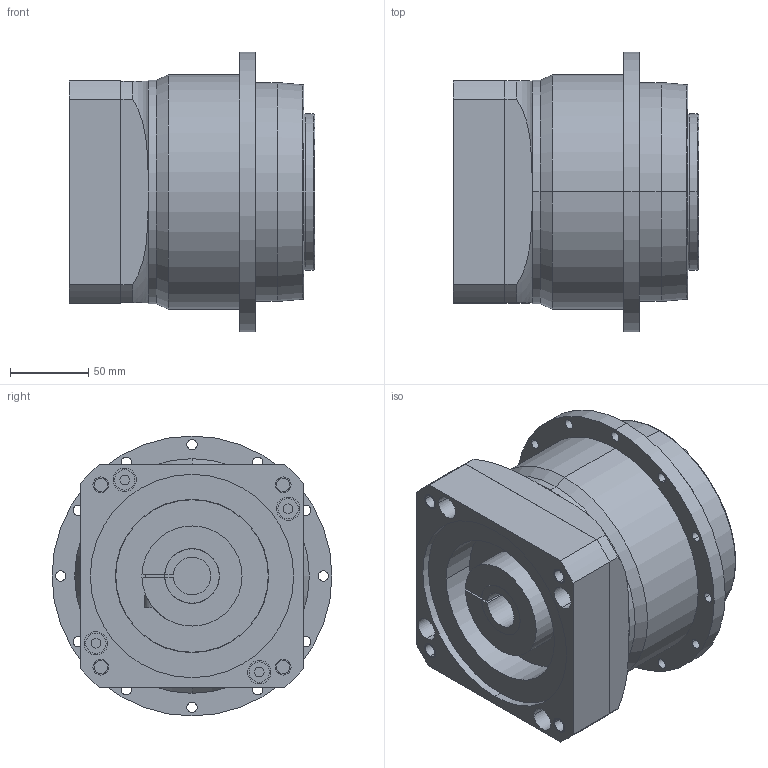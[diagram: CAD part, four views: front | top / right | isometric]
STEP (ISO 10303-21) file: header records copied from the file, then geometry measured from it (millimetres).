
FILE_DESCRIPTION((''),'2;1');
FILE_NAME('MB_PLFN_MASTER','2022-05-16T',('agw'),(''),'CREO PARAMETRIC BY PTC INC, 2018360','CREO PARAMETRIC BY PTC INC, 2018360','');
FILE_SCHEMA(('AUTOMOTIVE_DESIGN { 1 0 10303 214 1 1 1 1 }'));
Length unit declared in the file: millimetre
Products named in the file (1): MB_PLFN_MASTER
Bounding box: 157 x 179 x 179 mm (x, y, z)
Volume: 2563657.3 mm3; surface area: 191737.7 mm2
Topology: 1 solids, 33 shells, 393 faces, 905 edges, 598 vertices
Faces by surface type: cylinder 192, plane 187, torus 8, cone 6
Entity records: 13852 total; most frequent: DIRECTION 2089, CARTESIAN_POINT 1985, ORIENTED_EDGE 1730, EDGE_CURVE 905, AXIS2_PLACEMENT_3D 799, VERTEX_POINT 598, VECTOR 491, LINE 491
